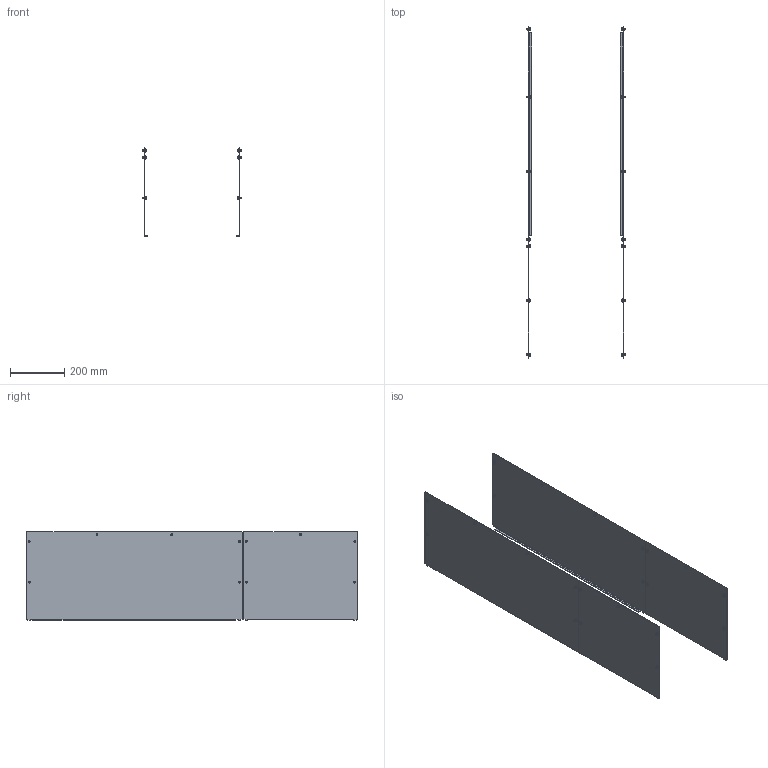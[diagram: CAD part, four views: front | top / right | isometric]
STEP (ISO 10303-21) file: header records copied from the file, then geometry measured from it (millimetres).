
FILE_DESCRIPTION(('STEP AP214'),'1');
FILE_NAME('cctmp_76C03B67-BD3F-4AE2-A1B6-1E2BF8F28DF7_2024_05_06_11_40_18_0684..stp','2024-05-06T09:40:19',('SIEMENS A&D'),('CADClick - www.CADClick.com'),'Spatial InterOp 3D',' ','unknown authorization');
FILE_SCHEMA(('AUTOMOTIVE_DESIGN'));
Length unit declared in the file: millimetre
Products named in the file (27): cc_unnamed; 2024_05_06_11_40_18_0669; 2024_05_06_11_40_18_0637; 2024_05_06_11_40_18_0606; 2024_05_06_11_40_18_0575; 2024_05_06_11_40_18_0544; 2024_05_06_11_40_18_0512; 2024_05_06_11_40_18_0481; 2024_05_06_11_40_18_0418; 2024_05_06_11_40_18_0387; 2024_05_06_11_40_18_0356; 2024_05_06_11_40_18_0324; 2024_05_06_11_40_18_0293; 2024_05_06_11_40_18_0262; 2024_05_06_11_40_18_0168; 2024_05_06_11_40_18_0137; 2024_05_06_11_40_18_0096; 2024_05_06_11_40_18_0065; 2024_05_06_11_40_18_0034; 2024_05_06_11_40_18_0002; 2024_05_06_11_40_17_0971; 2024_05_06_11_40_17_0909; 2024_05_06_11_40_17_0877; 2024_05_06_11_40_17_0846; 2024_05_06_11_40_17_0815; 2024_05_06_11_40_17_0784; 2024_05_06_11_40_17_0752
Assembly tree (26 placements, depth 2):
  cc_unnamed
    2024_05_06_11_40_18_0669
    2024_05_06_11_40_18_0637
    2024_05_06_11_40_18_0606
    2024_05_06_11_40_18_0575
    2024_05_06_11_40_18_0544
    2024_05_06_11_40_18_0512
    2024_05_06_11_40_18_0481
    2024_05_06_11_40_18_0418
    2024_05_06_11_40_18_0387
    2024_05_06_11_40_18_0356
    2024_05_06_11_40_18_0324
    2024_05_06_11_40_18_0293
    2024_05_06_11_40_18_0262
    2024_05_06_11_40_18_0168
    2024_05_06_11_40_18_0137
    2024_05_06_11_40_18_0096
    2024_05_06_11_40_18_0065
    2024_05_06_11_40_18_0034
    2024_05_06_11_40_18_0002
    2024_05_06_11_40_17_0971
    2024_05_06_11_40_17_0909
    2024_05_06_11_40_17_0877
    2024_05_06_11_40_17_0846
    2024_05_06_11_40_17_0815
    2024_05_06_11_40_17_0784
    2024_05_06_11_40_17_0752
Bounding box: 368 x 1223 x 328 mm (x, y, z)
Volume: 1637041.6 mm3; surface area: 1647791.6 mm2
Topology: 26 solids, 26 shells, 366 faces, 780 edges, 488 vertices
Faces by surface type: plane 142, cylinder 136, cone 88
Entity records: 13668 total; most frequent: DIRECTION 1926, CARTESIAN_POINT 1661, ORIENTED_EDGE 1560, EDGE_CURVE 780, AXIS2_PLACEMENT_3D 753, VERTEX_POINT 488, EDGE_LOOP 432, LINE 420
